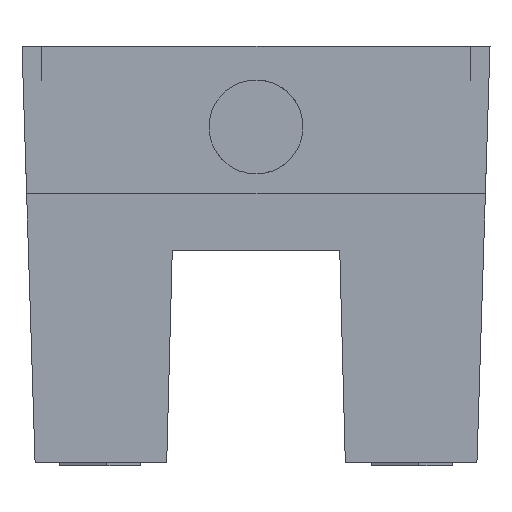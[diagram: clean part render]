
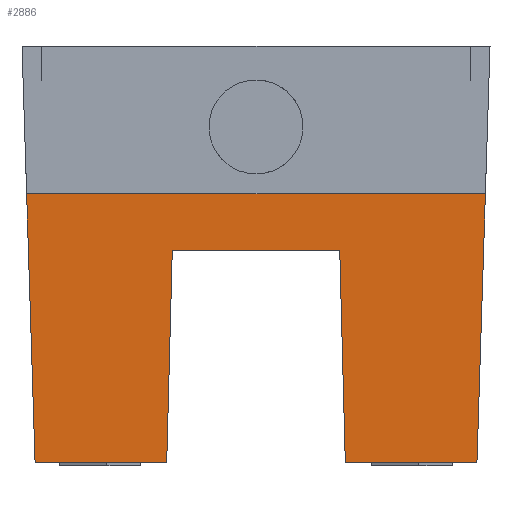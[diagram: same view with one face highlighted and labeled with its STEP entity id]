
A CAD part, front view. The second image highlights one B-rep face of the part: STEP entity #2886.
In plain terms, the highlighted planar face has unit normal (0, -1, -0.018).
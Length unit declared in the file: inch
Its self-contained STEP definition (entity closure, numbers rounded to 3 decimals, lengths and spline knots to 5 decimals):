
#130 = EDGE_CURVE ( 'NONE', #859, #3725, #2056, .T. ) ;
#236 = DIRECTION ( 'NONE',  ( -1., 0., 0. ) ) ;
#254 = CARTESIAN_POINT ( 'NONE',  ( -0.43108, 0.69131, -0.47304 ) ) ;
#274 = DIRECTION ( 'NONE',  ( -0.031, -0.017, 0.999 ) ) ;
#334 = CARTESIAN_POINT ( 'NONE',  ( -0.22784, 0.68699, -0.225 ) ) ;
#356 = DIRECTION ( 'NONE',  ( 0.026, 0.017, -1. ) ) ;
#413 = VERTEX_POINT ( 'NONE', #3859 ) ;
#447 = CARTESIAN_POINT ( 'NONE',  ( -0.58568, 0.69131, -0.47304 ) ) ;
#520 = EDGE_CURVE ( 'NONE', #2093, #859, #1394, .T. ) ;
#581 = EDGE_CURVE ( 'NONE', #3224, #3918, #3545, .T. ) ;
#598 = CARTESIAN_POINT ( 'NONE',  ( -0.69235, 0.69131, -0.47304 ) ) ;
#609 = VECTOR ( 'NONE', #1705, 39.37008 ) ;
#671 = CARTESIAN_POINT ( 'NONE',  ( -0.84441, 0.68582, -0.15808 ) ) ;
#859 = VERTEX_POINT ( 'NONE', #4389 ) ;
#965 = DIRECTION ( 'NONE',  ( 0., -0.017, 1. ) ) ;
#1148 = LINE ( 'NONE', #2973, #2494 ) ;
#1235 = VERTEX_POINT ( 'NONE', #1265 ) ;
#1254 = ORIENTED_EDGE ( 'NONE', *, *, #581, .T. ) ;
#1265 = CARTESIAN_POINT ( 'NONE',  ( -0.06674, 0.69131, -0.47304 ) ) ;
#1320 = DIRECTION ( 'NONE',  ( 0., 1., 0.017 ) ) ;
#1394 = LINE ( 'NONE', #2475, #4284 ) ;
#1451 = ORIENTED_EDGE ( 'NONE', *, *, #1790, .F. ) ;
#1624 = CARTESIAN_POINT ( 'NONE',  ( -0.42458, 0.68699, -0.225 ) ) ;
#1650 = AXIS2_PLACEMENT_3D ( 'NONE', #1997, #1320, #965 ) ;
#1678 = ORIENTED_EDGE ( 'NONE', *, *, #3442, .F. ) ;
#1705 = DIRECTION ( 'NONE',  ( 0.026, -0.017, 1. ) ) ;
#1790 = EDGE_CURVE ( 'NONE', #2576, #3918, #3884, .T. ) ;
#1831 = VECTOR ( 'NONE', #3931, 39.37008 ) ;
#1959 = VECTOR ( 'NONE', #236, 39.37008 ) ;
#1997 = CARTESIAN_POINT ( 'NONE',  ( -0.84441, 0.68307, -0.0009 ) ) ;
#2056 = LINE ( 'NONE', #671, #3511 ) ;
#2087 = FACE_OUTER_BOUND ( 'NONE', #3553, .T. ) ;
#2093 = VERTEX_POINT ( 'NONE', #447 ) ;
#2249 = ORIENTED_EDGE ( 'NONE', *, *, #3651, .T. ) ;
#2475 = CARTESIAN_POINT ( 'NONE',  ( -0.58568, 0.69131, -0.47304 ) ) ;
#2494 = VECTOR ( 'NONE', #4458, 39.37008 ) ;
#2507 = LINE ( 'NONE', #334, #2649 ) ;
#2515 = EDGE_CURVE ( 'NONE', #3725, #1235, #2657, .T. ) ;
#2576 = VERTEX_POINT ( 'NONE', #2703 ) ;
#2649 = VECTOR ( 'NONE', #356, 39.37008 ) ;
#2657 = LINE ( 'NONE', #4107, #3182 ) ;
#2703 = CARTESIAN_POINT ( 'NONE',  ( -0.22784, 0.68699, -0.225 ) ) ;
#2841 = DIRECTION ( 'NONE',  ( 1., 0., 0. ) ) ;
#2886 = ADVANCED_FACE ( 'NONE', ( #2087 ), #4260, .F. ) ;
#2973 = CARTESIAN_POINT ( 'NONE',  ( -0.69235, 0.69131, -0.47304 ) ) ;
#3023 = ORIENTED_EDGE ( 'NONE', *, *, #2515, .F. ) ;
#3045 = ORIENTED_EDGE ( 'NONE', *, *, #130, .F. ) ;
#3174 = CARTESIAN_POINT ( 'NONE',  ( -0.05684, 0.68582, -0.15808 ) ) ;
#3182 = VECTOR ( 'NONE', #4480, 39.37008 ) ;
#3224 = VERTEX_POINT ( 'NONE', #3873 ) ;
#3442 = EDGE_CURVE ( 'NONE', #1235, #413, #1148, .T. ) ;
#3511 = VECTOR ( 'NONE', #2841, 39.37008 ) ;
#3545 = LINE ( 'NONE', #254, #609 ) ;
#3553 = EDGE_LOOP ( 'NONE', ( #3045, #4085, #3999, #1254, #1451, #2249, #1678, #3023 ) ) ;
#3563 = EDGE_CURVE ( 'NONE', #3224, #2093, #4223, .T. ) ;
#3651 = EDGE_CURVE ( 'NONE', #2576, #413, #2507, .T. ) ;
#3725 = VERTEX_POINT ( 'NONE', #3174 ) ;
#3859 = CARTESIAN_POINT ( 'NONE',  ( -0.22135, 0.69131, -0.47304 ) ) ;
#3873 = CARTESIAN_POINT ( 'NONE',  ( -0.43108, 0.69131, -0.47304 ) ) ;
#3884 = LINE ( 'NONE', #4589, #1831 ) ;
#3918 = VERTEX_POINT ( 'NONE', #1624 ) ;
#3931 = DIRECTION ( 'NONE',  ( -1., 0., 0. ) ) ;
#3999 = ORIENTED_EDGE ( 'NONE', *, *, #3563, .F. ) ;
#4085 = ORIENTED_EDGE ( 'NONE', *, *, #520, .F. ) ;
#4107 = CARTESIAN_POINT ( 'NONE',  ( -0.05684, 0.68582, -0.15808 ) ) ;
#4223 = LINE ( 'NONE', #598, #1959 ) ;
#4260 = PLANE ( 'NONE',  #1650 ) ;
#4284 = VECTOR ( 'NONE', #274, 39.37008 ) ;
#4389 = CARTESIAN_POINT ( 'NONE',  ( -0.59558, 0.68582, -0.15808 ) ) ;
#4458 = DIRECTION ( 'NONE',  ( -1., 0., 0. ) ) ;
#4480 = DIRECTION ( 'NONE',  ( -0.031, 0.017, -0.999 ) ) ;
#4589 = CARTESIAN_POINT ( 'NONE',  ( -0.32621, 0.68699, -0.225 ) ) ;
